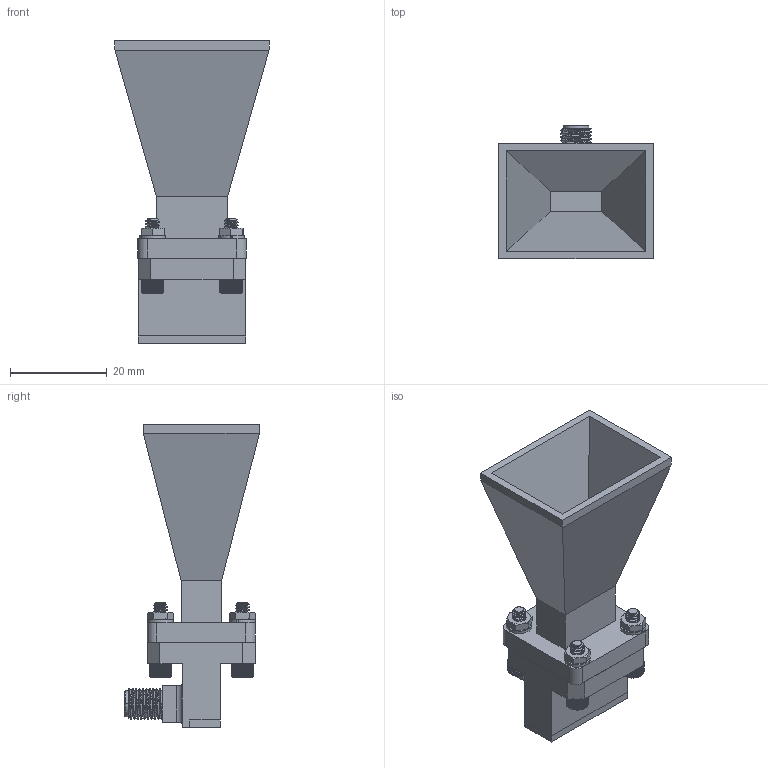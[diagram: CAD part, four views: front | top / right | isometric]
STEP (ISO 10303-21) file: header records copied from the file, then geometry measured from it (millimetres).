
FILE_DESCRIPTION (( 'STEP AP214' ), '1' );
FILE_NAME ('FMWAN042-15KF_3D.STEP', '2021-10-11T16:59:07', ( '' ), ( '' ), 'SwSTEP 2.0', 'SolidWorks 2021', '' );
FILE_SCHEMA (( 'AUTOMOTIVE_DESIGN' ));
Length unit declared in the file: inch
Products named in the file (6): PE9812; 4-LW; 4-40SH-HXx.5_92196A110; 4-40HN-NARROW_90760A210; PEWAN042-15; FMWAN042-15KF_3D
Assembly tree (14 placements, depth 2):
  FMWAN042-15KF_3D
    4-40SH-HXx.5_92196A110  x4
    4-LW  x4
    PE9812
    4-40HN-NARROW_90760A210  x4
    PEWAN042-15
Bounding box: 31.96 x 27.81 x 62.63 mm (x, y, z)
Volume: 11995.4 mm3; surface area: 12279.6 mm2
Topology: 17 solids, 17 shells, 1214 faces, 2880 edges, 1712 vertices
Faces by surface type: plane 677, cone 372, cylinder 137, bspline 28
Full cylindrical faces by diameter (mm): 3.7 x4
Entity records: 21816 total; most frequent: CARTESIAN_POINT 10365, ORIENTED_EDGE 2540, DIRECTION 2001, EDGE_CURVE 1270, VERTEX_POINT 794, AXIS2_PLACEMENT_3D 747, EDGE_LOOP 558, FACE_OUTER_BOUND 516
